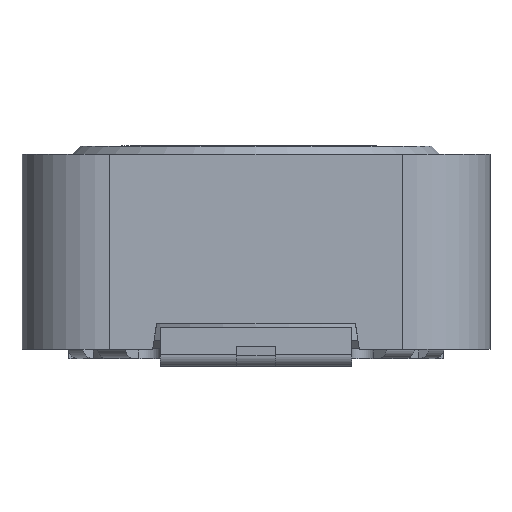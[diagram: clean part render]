
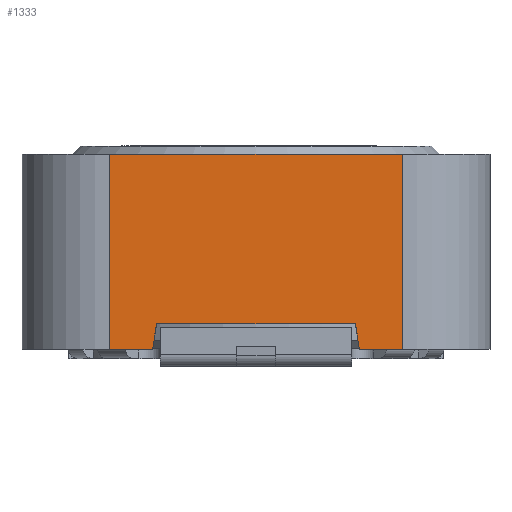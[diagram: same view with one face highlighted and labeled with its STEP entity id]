
A CAD part, front view. The second image highlights one B-rep face of the part: STEP entity #1333.
In plain terms, the highlighted planar face has unit normal (0, -1, 0).
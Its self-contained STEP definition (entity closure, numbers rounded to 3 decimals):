
#1333 = ADVANCED_FACE( '', ( #2659 ), #2660, .F. );
#2659 = FACE_OUTER_BOUND( '', #4000, .T. );
#2660 = PLANE( '', #4001 );
#4000 = EDGE_LOOP( '', ( #8060, #8061, #8062, #8063, #8064, #8065, #8066, #8067 ) );
#4001 = AXIS2_PLACEMENT_3D( '', #8068, #8069, #8070 );
#8060 = ORIENTED_EDGE( '', *, *, #9344, .F. );
#8061 = ORIENTED_EDGE( '', *, *, #8519, .F. );
#8062 = ORIENTED_EDGE( '', *, *, #9437, .F. );
#8063 = ORIENTED_EDGE( '', *, *, #9071, .T. );
#8064 = ORIENTED_EDGE( '', *, *, #9619, .T. );
#8065 = ORIENTED_EDGE( '', *, *, #9774, .F. );
#8066 = ORIENTED_EDGE( '', *, *, #9625, .T. );
#8067 = ORIENTED_EDGE( '', *, *, #9188, .T. );
#8068 = CARTESIAN_POINT( '', ( -6., -6., 5. ) );
#8069 = DIRECTION( '', ( 0., 1., 0. ) );
#8070 = DIRECTION( '', ( 0., 0., 1. ) );
#8519 = EDGE_CURVE( '', #10240, #10243, #10244, .T. );
#9071 = EDGE_CURVE( '', #11143, #11141, #11144, .T. );
#9188 = EDGE_CURVE( '', #11318, #11316, #11319, .T. );
#9344 = EDGE_CURVE( '', #10243, #11316, #11535, .T. );
#9437 = EDGE_CURVE( '', #11143, #10240, #11648, .T. );
#9619 = EDGE_CURVE( '', #11141, #11873, #11875, .F. );
#9625 = EDGE_CURVE( '', #11880, #11318, #11882, .T. );
#9774 = EDGE_CURVE( '', #11880, #11873, #12044, .T. );
#10240 = VERTEX_POINT( '', #12794 );
#10243 = VERTEX_POINT( '', #12798 );
#10244 = LINE( '', #12799, #12800 );
#11141 = VERTEX_POINT( '', #14452 );
#11143 = VERTEX_POINT( '', #14454 );
#11144 = LINE( '', #14455, #14456 );
#11316 = VERTEX_POINT( '', #14758 );
#11318 = VERTEX_POINT( '', #14761 );
#11319 = LINE( '', #14762, #14763 );
#11535 = LINE( '', #15137, #15138 );
#11648 = LINE( '', #15385, #15386 );
#11873 = VERTEX_POINT( '', #15750 );
#11875 = LINE( '', #15752, #15753 );
#11880 = VERTEX_POINT( '', #15760 );
#11882 = LINE( '', #15762, #15763 );
#12044 = LINE( '', #16062, #16063 );
#12794 = CARTESIAN_POINT( '', ( 2.55, -6., 0.65 ) );
#12798 = CARTESIAN_POINT( '', ( -2.55, -6., 0.65 ) );
#12799 = CARTESIAN_POINT( '', ( -6., -6., 0.65 ) );
#12800 = VECTOR( '', #16347, 1000. );
#14452 = CARTESIAN_POINT( '', ( 3.75, -6., 0. ) );
#14454 = CARTESIAN_POINT( '', ( 2.65, -6., 0. ) );
#14455 = CARTESIAN_POINT( '', ( -6., -6., 0. ) );
#14456 = VECTOR( '', #16863, 1000. );
#14758 = CARTESIAN_POINT( '', ( -2.65, -6., 0. ) );
#14761 = CARTESIAN_POINT( '', ( -3.75, -6., 0. ) );
#14762 = CARTESIAN_POINT( '', ( -6., -6., 0. ) );
#14763 = VECTOR( '', #16977, 1000. );
#15137 = CARTESIAN_POINT( '', ( -1.976, -6., 4.381 ) );
#15138 = VECTOR( '', #17121, 1000. );
#15385 = CARTESIAN_POINT( '', ( 1.699, -6., 6.184 ) );
#15386 = VECTOR( '', #17193, 1000. );
#15750 = CARTESIAN_POINT( '', ( 3.75, -6., 5. ) );
#15752 = CARTESIAN_POINT( '', ( 3.75, -6., 5. ) );
#15753 = VECTOR( '', #17342, 1000. );
#15760 = CARTESIAN_POINT( '', ( -3.75, -6., 5. ) );
#15762 = CARTESIAN_POINT( '', ( -3.75, -6., 5. ) );
#15763 = VECTOR( '', #17348, 1000. );
#16062 = CARTESIAN_POINT( '', ( -6., -6., 5. ) );
#16063 = VECTOR( '', #17440, 1000. );
#16347 = DIRECTION( '', ( -1., 0., 0. ) );
#16863 = DIRECTION( '', ( 1., 0., 0. ) );
#16977 = DIRECTION( '', ( 1., 0., 0. ) );
#17121 = DIRECTION( '', ( -0.152, 0., -0.988 ) );
#17193 = DIRECTION( '', ( -0.152, 0., 0.988 ) );
#17342 = DIRECTION( '', ( 0., 0., -1. ) );
#17348 = DIRECTION( '', ( 0., 0., -1. ) );
#17440 = DIRECTION( '', ( 1., 0., 0. ) );
